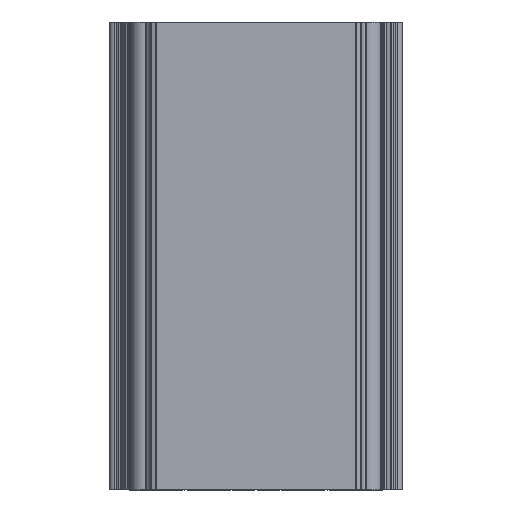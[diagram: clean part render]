
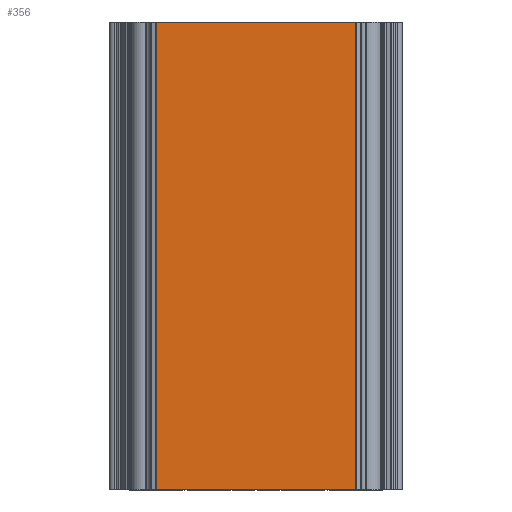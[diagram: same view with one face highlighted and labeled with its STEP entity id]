
A CAD part, top view. The second image highlights one B-rep face of the part: STEP entity #356.
In plain terms, the highlighted planar face has unit normal (0, 0, 1).
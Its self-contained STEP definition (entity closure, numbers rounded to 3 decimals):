
#356 = ADVANCED_FACE( '', ( #827 ), #828, .T. );
#827 = FACE_OUTER_BOUND( '', #1410, .T. );
#828 = PLANE( '', #1411 );
#1410 = EDGE_LOOP( '', ( #2337, #2338, #2339, #2340 ) );
#1411 = AXIS2_PLACEMENT_3D( '', #2341, #2342, #2343 );
#2337 = ORIENTED_EDGE( '', *, *, #4010, .F. );
#2338 = ORIENTED_EDGE( '', *, *, #3860, .F. );
#2339 = ORIENTED_EDGE( '', *, *, #4011, .T. );
#2340 = ORIENTED_EDGE( '', *, *, #3966, .T. );
#2341 = CARTESIAN_POINT( '', ( -23.723, 100., -26.656 ) );
#2342 = DIRECTION( '', ( 0., 0., 1. ) );
#2343 = DIRECTION( '', ( 1., 0., 0. ) );
#3860 = EDGE_CURVE( '', #4752, #4750, #4754, .T. );
#3966 = EDGE_CURVE( '', #4930, #4927, #4931, .T. );
#4010 = EDGE_CURVE( '', #4750, #4927, #5002, .T. );
#4011 = EDGE_CURVE( '', #4752, #4930, #5003, .T. );
#4750 = VERTEX_POINT( '', #5995 );
#4752 = VERTEX_POINT( '', #5997 );
#4754 = LINE( '', #5999, #6000 );
#4927 = VERTEX_POINT( '', #6225 );
#4930 = VERTEX_POINT( '', #6228 );
#4931 = LINE( '', #6229, #6230 );
#5002 = LINE( '', #6325, #6326 );
#5003 = LINE( '', #6327, #6328 );
#5995 = CARTESIAN_POINT( '', ( 23.723, 0., -26.656 ) );
#5997 = CARTESIAN_POINT( '', ( 23.723, 100., -26.656 ) );
#5999 = CARTESIAN_POINT( '', ( 23.723, 100., -26.656 ) );
#6000 = VECTOR( '', #7301, 1000. );
#6225 = CARTESIAN_POINT( '', ( -23.723, 0., -26.656 ) );
#6228 = CARTESIAN_POINT( '', ( -23.723, 100., -26.656 ) );
#6229 = CARTESIAN_POINT( '', ( -23.723, 100., -26.656 ) );
#6230 = VECTOR( '', #7441, 1000. );
#6325 = CARTESIAN_POINT( '', ( -23.723, 0., -26.656 ) );
#6326 = VECTOR( '', #7493, 1000. );
#6327 = CARTESIAN_POINT( '', ( -23.723, 100., -26.656 ) );
#6328 = VECTOR( '', #7494, 1000. );
#7301 = DIRECTION( '', ( 0., -1., 0. ) );
#7441 = DIRECTION( '', ( 0., -1., 0. ) );
#7493 = DIRECTION( '', ( -1., 0., 0. ) );
#7494 = DIRECTION( '', ( -1., 0., 0. ) );
